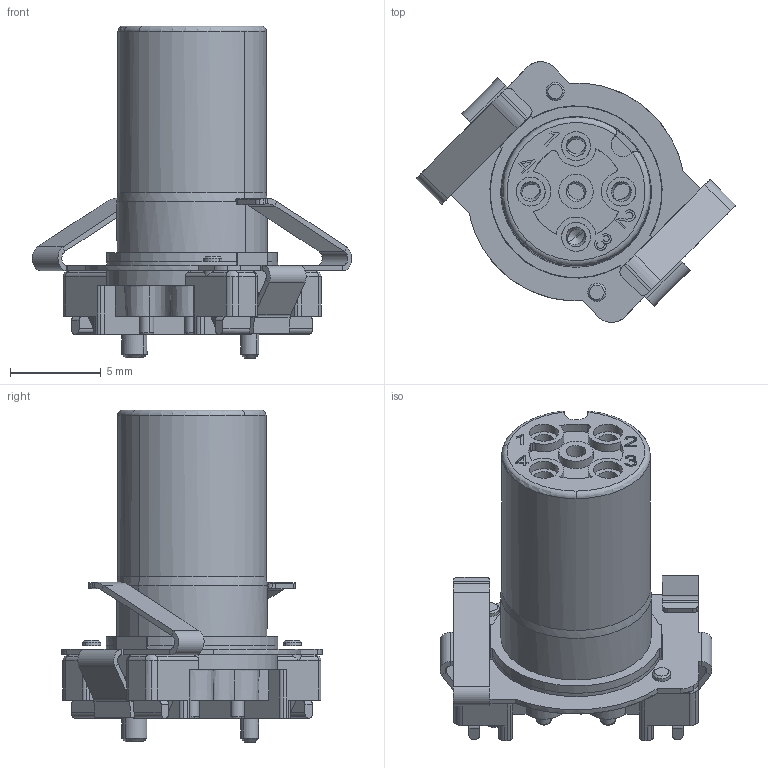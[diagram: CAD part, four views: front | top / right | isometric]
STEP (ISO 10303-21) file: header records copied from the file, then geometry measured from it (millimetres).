
FILE_DESCRIPTION(('CATIA V5 STEP Exchange','CAx-IF Rec.Pracs.--- Model Styling and Organization---1.4--- 2014-01-23'),'2;1');
FILE_NAME ('030275-2_0_2422240000_2422240000.stp','2021-09-08T08:41:54+00:00',('none'),('Weidmueller'),'CATIA Version 5-6 Release 2016 SP3 HF44','CATIA V5 STEP AP214','none');
FILE_SCHEMA(('AUTOMOTIVE_DESIGN { 1 0 10303 214 1 1 1 1 }'));
Length unit declared in the file: millimetre
Products named in the file (1): 2422240000
Bounding box: 17.61 x 14.37 x 18.3 mm (x, y, z)
Volume: 912.7 mm3; surface area: 2392.7 mm2
Topology: 21 solids, 33 shells, 1004 faces, 2572 edges, 1652 vertices
Faces by surface type: plane 459, cylinder 336, bspline 133, cone 56, torus 12, extrusion 4, sphere 4
Entity records: 30712 total; most frequent: CARTESIAN_POINT 10290, ORIENTED_EDGE 5124, DIRECTION 2921, EDGE_CURVE 2342, VERTEX_POINT 1513, AXIS2_PLACEMENT_3D 1196, VECTOR 1114, LINE 1110
